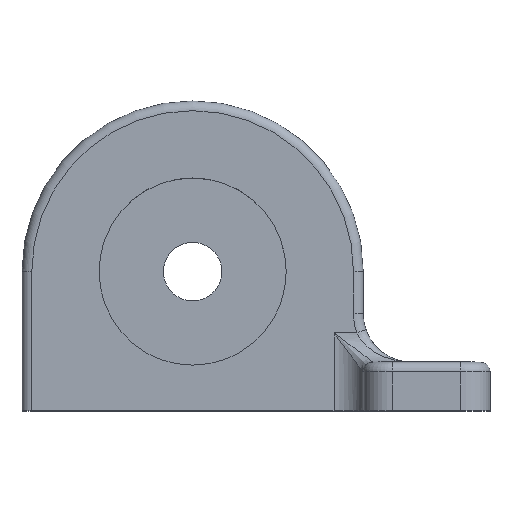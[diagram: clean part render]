
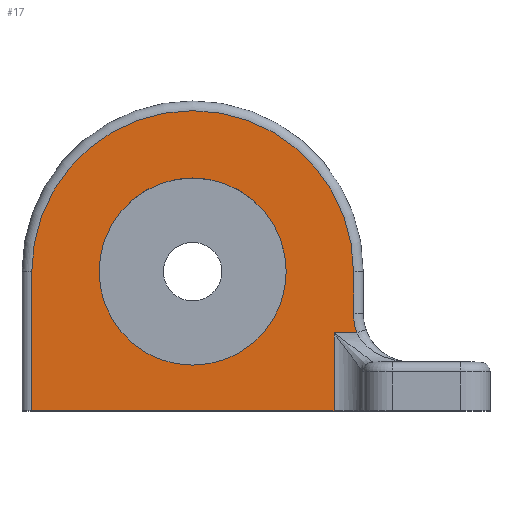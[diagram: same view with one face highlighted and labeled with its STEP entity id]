
A CAD part, top view. The second image highlights one B-rep face of the part: STEP entity #17.
In plain terms, the highlighted planar face has unit normal (0, 0, 1).
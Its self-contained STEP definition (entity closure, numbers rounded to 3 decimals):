
#17 = ADVANCED_FACE ( 'NONE', ( #1046, #1456 ), #743, .F. ) ;
#21 = CARTESIAN_POINT ( 'NONE',  ( 1., 14.3, 0. ) ) ;
#25 = AXIS2_PLACEMENT_3D ( 'NONE', #770, #1132, #1267 ) ;
#49 = EDGE_LOOP ( 'NONE', ( #551, #1028 ) ) ;
#66 = ORIENTED_EDGE ( 'NONE', *, *, #811, .T. ) ;
#138 = AXIS2_PLACEMENT_3D ( 'NONE', #1682, #886, #745 ) ;
#145 = LINE ( 'NONE', #1520, #685 ) ;
#167 = DIRECTION ( 'NONE',  ( 1., 0., 0. ) ) ;
#176 = VERTEX_POINT ( 'NONE', #259 ) ;
#189 = VECTOR ( 'NONE', #666, 1000. ) ;
#202 = EDGE_CURVE ( 'NONE', #1195, #484, #1084, .T. ) ;
#236 = DIRECTION ( 'NONE',  ( 0., 0., -1. ) ) ;
#237 = VERTEX_POINT ( 'NONE', #511 ) ;
#259 = CARTESIAN_POINT ( 'NONE',  ( 32., 8., 0. ) ) ;
#276 = VECTOR ( 'NONE', #949, 1000. ) ;
#296 = VERTEX_POINT ( 'NONE', #822 ) ;
#308 = CIRCLE ( 'NONE', #1639, 6. ) ;
#321 = EDGE_CURVE ( 'NONE', #693, #1195, #410, .T. ) ;
#410 = LINE ( 'NONE', #1467, #1604 ) ;
#457 = VERTEX_POINT ( 'NONE', #1269 ) ;
#463 = AXIS2_PLACEMENT_3D ( 'NONE', #526, #661, #797 ) ;
#473 = EDGE_CURVE ( 'NONE', #940, #296, #560, .T. ) ;
#484 = VERTEX_POINT ( 'NONE', #488 ) ;
#488 = CARTESIAN_POINT ( 'NONE',  ( 32., 0., 0. ) ) ;
#511 = CARTESIAN_POINT ( 'NONE',  ( 34., 14.3, 0. ) ) ;
#526 = CARTESIAN_POINT ( 'NONE',  ( 17.5, 14.3, 0. ) ) ;
#551 = ORIENTED_EDGE ( 'NONE', *, *, #1465, .F. ) ;
#560 = CIRCLE ( 'NONE', #138, 9.6 ) ;
#584 = ORIENTED_EDGE ( 'NONE', *, *, #1488, .T. ) ;
#617 = CIRCLE ( 'NONE', #25, 9.6 ) ;
#634 = DIRECTION ( 'NONE',  ( -1., 0., 0. ) ) ;
#659 = CARTESIAN_POINT ( 'NONE',  ( 0., 0., 0. ) ) ;
#661 = DIRECTION ( 'NONE',  ( 0., 0., 1. ) ) ;
#666 = DIRECTION ( 'NONE',  ( 1., 0., 0. ) ) ;
#685 = VECTOR ( 'NONE', #1230, 1000. ) ;
#693 = VERTEX_POINT ( 'NONE', #21 ) ;
#709 = VERTEX_POINT ( 'NONE', #941 ) ;
#725 = AXIS2_PLACEMENT_3D ( 'NONE', #872, #990, #864 ) ;
#743 = PLANE ( 'NONE',  #725 ) ;
#745 = DIRECTION ( 'NONE',  ( 1., 0., 0. ) ) ;
#770 = CARTESIAN_POINT ( 'NONE',  ( 17.5, 14.3, 0. ) ) ;
#774 = LINE ( 'NONE', #1227, #1142 ) ;
#776 = EDGE_CURVE ( 'NONE', #484, #176, #1587, .T. ) ;
#797 = DIRECTION ( 'NONE',  ( -1., 0., 0. ) ) ;
#811 = EDGE_CURVE ( 'NONE', #457, #237, #145, .T. ) ;
#819 = EDGE_LOOP ( 'NONE', ( #1067, #1033, #66, #584, #1442, #1698, #1300 ) ) ;
#822 = CARTESIAN_POINT ( 'NONE',  ( 27.1, 14.3, 0. ) ) ;
#830 = CARTESIAN_POINT ( 'NONE',  ( 32., 5., 0. ) ) ;
#864 = DIRECTION ( 'NONE',  ( -1., 0., 0. ) ) ;
#872 = CARTESIAN_POINT ( 'NONE',  ( 0., 5., 0. ) ) ;
#886 = DIRECTION ( 'NONE',  ( 0., 0., 1. ) ) ;
#940 = VERTEX_POINT ( 'NONE', #1527 ) ;
#941 = CARTESIAN_POINT ( 'NONE',  ( 34.343, 8., 0. ) ) ;
#949 = DIRECTION ( 'NONE',  ( 0., 1., 0. ) ) ;
#955 = DIRECTION ( 'NONE',  ( 0., -1., 0. ) ) ;
#959 = EDGE_CURVE ( 'NONE', #709, #457, #308, .T. ) ;
#990 = DIRECTION ( 'NONE',  ( 0., 0., -1. ) ) ;
#1014 = CARTESIAN_POINT ( 'NONE',  ( 1., 0., 0. ) ) ;
#1028 = ORIENTED_EDGE ( 'NONE', *, *, #473, .F. ) ;
#1029 = CARTESIAN_POINT ( 'NONE',  ( 40., 10., 0. ) ) ;
#1033 = ORIENTED_EDGE ( 'NONE', *, *, #959, .T. ) ;
#1046 = FACE_BOUND ( 'NONE', #49, .T. ) ;
#1051 = EDGE_CURVE ( 'NONE', #176, #709, #774, .T. ) ;
#1067 = ORIENTED_EDGE ( 'NONE', *, *, #1051, .T. ) ;
#1084 = LINE ( 'NONE', #659, #189 ) ;
#1132 = DIRECTION ( 'NONE',  ( 0., 0., 1. ) ) ;
#1142 = VECTOR ( 'NONE', #167, 1000. ) ;
#1195 = VERTEX_POINT ( 'NONE', #1014 ) ;
#1227 = CARTESIAN_POINT ( 'NONE',  ( 0., 8., 0. ) ) ;
#1230 = DIRECTION ( 'NONE',  ( 0., 1., 0. ) ) ;
#1267 = DIRECTION ( 'NONE',  ( 1., 0., 0. ) ) ;
#1269 = CARTESIAN_POINT ( 'NONE',  ( 34., 10., 0. ) ) ;
#1283 = CIRCLE ( 'NONE', #463, 16.5 ) ;
#1300 = ORIENTED_EDGE ( 'NONE', *, *, #776, .T. ) ;
#1442 = ORIENTED_EDGE ( 'NONE', *, *, #321, .T. ) ;
#1456 = FACE_OUTER_BOUND ( 'NONE', #819, .T. ) ;
#1465 = EDGE_CURVE ( 'NONE', #296, #940, #617, .T. ) ;
#1467 = CARTESIAN_POINT ( 'NONE',  ( 1., 5., 0. ) ) ;
#1488 = EDGE_CURVE ( 'NONE', #237, #693, #1283, .T. ) ;
#1520 = CARTESIAN_POINT ( 'NONE',  ( 34., 5., 0. ) ) ;
#1527 = CARTESIAN_POINT ( 'NONE',  ( 7.9, 14.3, 0. ) ) ;
#1587 = LINE ( 'NONE', #830, #276 ) ;
#1604 = VECTOR ( 'NONE', #955, 1000. ) ;
#1639 = AXIS2_PLACEMENT_3D ( 'NONE', #1029, #236, #634 ) ;
#1682 = CARTESIAN_POINT ( 'NONE',  ( 17.5, 14.3, 0. ) ) ;
#1698 = ORIENTED_EDGE ( 'NONE', *, *, #202, .T. ) ;
